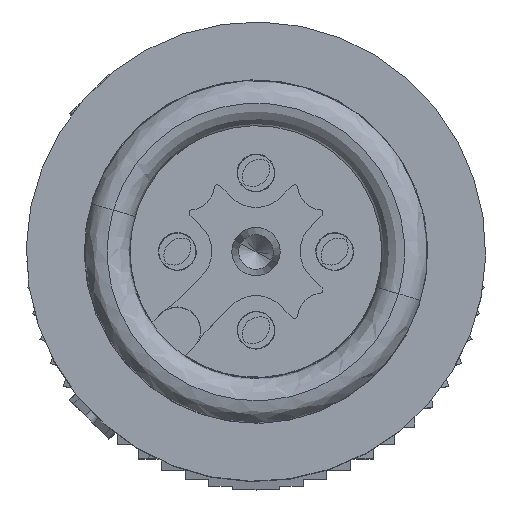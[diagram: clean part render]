
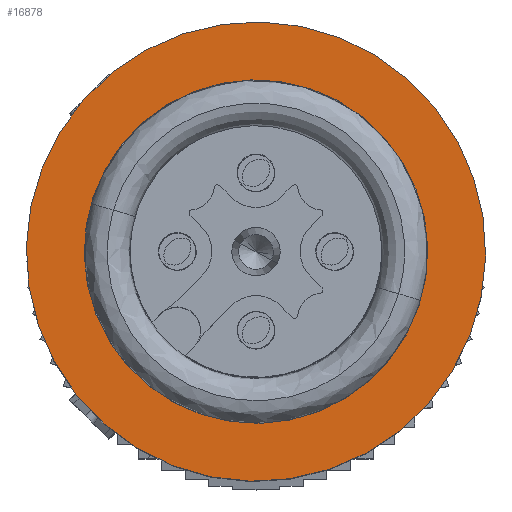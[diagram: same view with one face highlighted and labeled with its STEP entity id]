
A CAD part, top view. The second image highlights one B-rep face of the part: STEP entity #16878.
In plain terms, the highlighted planar face has unit normal (0, 0, 1).
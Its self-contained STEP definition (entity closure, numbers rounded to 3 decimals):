
#16840=AXIS2_PLACEMENT_3D('Plane Axis2P3D',#16837,#16838,#16839) ;
#16844=AXIS2_PLACEMENT_3D('Circle Axis2P3D',#16842,#16843,$) ;
#16853=AXIS2_PLACEMENT_3D('Circle Axis2P3D',#16851,#16852,$) ;
#16862=AXIS2_PLACEMENT_3D('Circle Axis2P3D',#16860,#16861,$) ;
#16871=AXIS2_PLACEMENT_3D('Circle Axis2P3D',#16869,#16870,$) ;
#16837=CARTESIAN_POINT('Axis2P3D Location',(7.3,14.6,189.5)) ;
#16842=CARTESIAN_POINT('Axis2P3D Location',(7.3,7.3,189.5)) ;
#16846=CARTESIAN_POINT('Vertex',(3.8,13.707,189.5)) ;
#16848=CARTESIAN_POINT('Vertex',(10.8,0.894,189.5)) ;
#16851=CARTESIAN_POINT('Axis2P3D Location',(7.3,7.3,189.5)) ;
#16860=CARTESIAN_POINT('Axis2P3D Location',(7.3,7.3,189.5)) ;
#16864=CARTESIAN_POINT('Vertex',(9.918,12.092,189.5)) ;
#16866=CARTESIAN_POINT('Vertex',(4.682,2.509,189.5)) ;
#16869=CARTESIAN_POINT('Axis2P3D Location',(7.3,7.3,189.5)) ;
#16838=DIRECTION('Axis2P3D Direction',(0.,0.,1.)) ;
#16839=DIRECTION('Axis2P3D XDirection',(0.,-1.,0.)) ;
#16843=DIRECTION('Axis2P3D Direction',(0.,0.,1.)) ;
#16852=DIRECTION('Axis2P3D Direction',(0.,0.,1.)) ;
#16861=DIRECTION('Axis2P3D Direction',(0.,0.,1.)) ;
#16870=DIRECTION('Axis2P3D Direction',(0.,0.,1.)) ;
#16857=ORIENTED_EDGE('',*,*,#16850,.T.) ;
#16858=ORIENTED_EDGE('',*,*,#16855,.T.) ;
#16875=ORIENTED_EDGE('',*,*,#16868,.F.) ;
#16876=ORIENTED_EDGE('',*,*,#16873,.F.) ;
#16877=FACE_BOUND('',#16874,.T.) ;
#16878=ADVANCED_FACE('Hauptk\X2\00F6\X0\rper',(#16859,#16877),#16841,.T.) ;
#16845=CIRCLE('generated circle',#16844,7.3) ;
#16854=CIRCLE('generated circle',#16853,7.3) ;
#16863=CIRCLE('generated circle',#16862,5.46) ;
#16872=CIRCLE('generated circle',#16871,5.46) ;
#16850=EDGE_CURVE('',#16847,#16849,#16845,.T.) ;
#16855=EDGE_CURVE('',#16849,#16847,#16854,.T.) ;
#16868=EDGE_CURVE('',#16865,#16867,#16863,.T.) ;
#16873=EDGE_CURVE('',#16867,#16865,#16872,.T.) ;
#16856=EDGE_LOOP('',(#16857,#16858)) ;
#16874=EDGE_LOOP('',(#16875,#16876)) ;
#16859=FACE_OUTER_BOUND('',#16856,.T.) ;
#16841=PLANE('',#16840) ;
#16847=VERTEX_POINT('',#16846) ;
#16849=VERTEX_POINT('',#16848) ;
#16865=VERTEX_POINT('',#16864) ;
#16867=VERTEX_POINT('',#16866) ;
